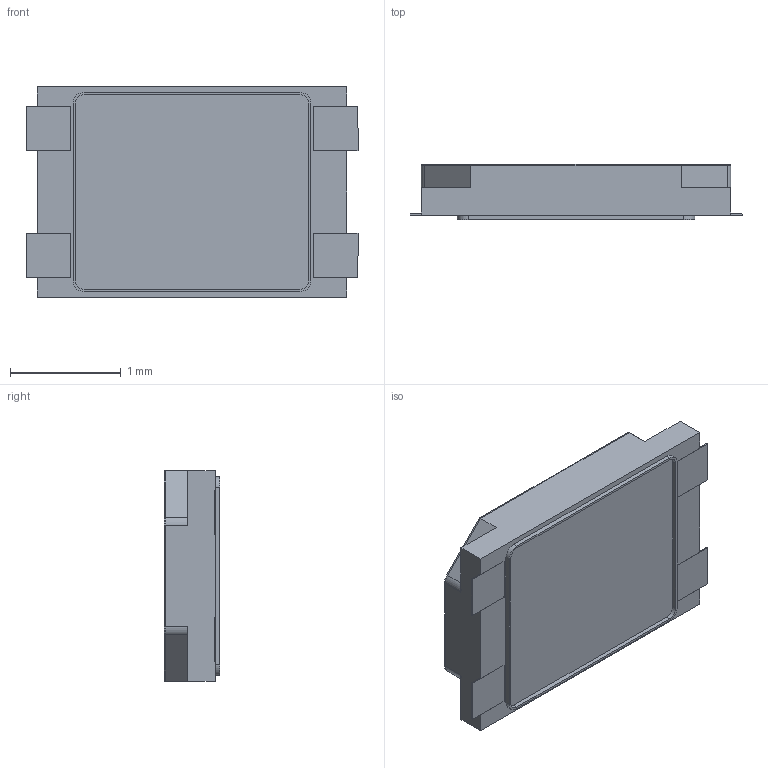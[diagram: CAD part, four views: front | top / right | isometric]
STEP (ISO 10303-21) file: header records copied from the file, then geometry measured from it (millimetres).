
FILE_DESCRIPTION (( 'STEP AP214' ), '1' );
FILE_NAME ('SKSVCAE010.STEP', '2023-03-21T00:38:48', ( '' ), ( '' ), 'SwSTEP 2.0', 'SolidWorks 2019', '' );
FILE_SCHEMA (( 'AUTOMOTIVE_DESIGN' ));
Length unit declared in the file: millimetre
Products named in the file (1): SKSVCAE010
Bounding box: 3 x 0.5 x 1.9 mm (x, y, z)
Volume: 1.5 mm3; surface area: 28.7 mm2
Topology: 6 solids, 6 shells, 106 faces, 270 edges, 180 vertices
Faces by surface type: plane 84, cylinder 22
Entity records: 3906 total; most frequent: CARTESIAN_POINT 557, ORIENTED_EDGE 540, DIRECTION 528, EDGE_CURVE 270, LINE 226, VECTOR 226, VERTEX_POINT 180, AXIS2_PLACEMENT_3D 151
